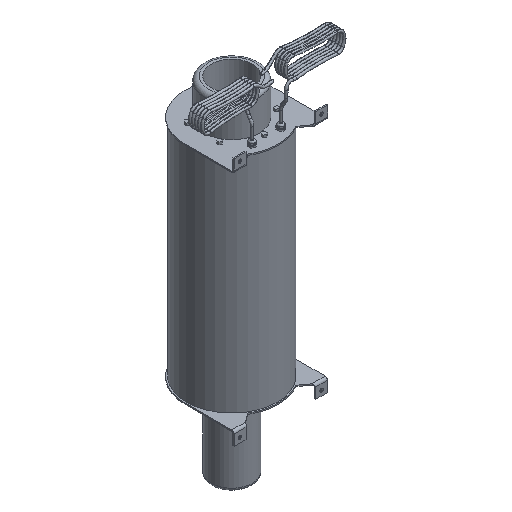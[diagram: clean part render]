
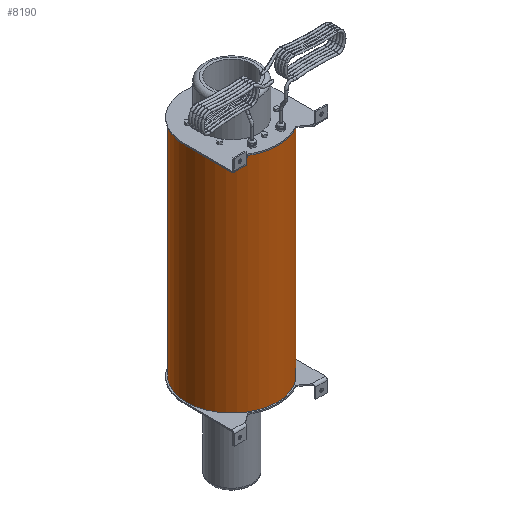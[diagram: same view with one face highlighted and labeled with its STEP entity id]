
A CAD part, isometric view. The second image highlights one B-rep face of the part: STEP entity #8190.
In plain terms, the highlighted cylindrical face has radius 152.5 mm (diameter 305 mm), a full revolution.
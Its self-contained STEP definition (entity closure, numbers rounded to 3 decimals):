
#218=B_SPLINE_CURVE_WITH_KNOTS($,3,(#12736,#12737,#12738,#12739,#12740,
#12741,#12742,#12743,#12744,#12745),.UNSPECIFIED.,.F.,.F.,(4,2,2,2,4),(1.132,
1.416,1.7,1.983,2.266),
 .UNSPECIFIED.);
#219=B_SPLINE_CURVE_WITH_KNOTS($,3,(#12754,#12755,#12756,#12757,#12758,
#12759,#12760,#12761,#12762,#12763),.UNSPECIFIED.,.F.,.F.,(4,2,2,2,4),(2.266,
2.548,2.831,3.115,3.4),
 .UNSPECIFIED.);
#220=B_SPLINE_CURVE_WITH_KNOTS($,3,(#12774,#12775,#12776,#12777,#12778,
#12779,#12780,#12781,#12782,#12783),.UNSPECIFIED.,.F.,.F.,(4,2,2,2,4),(0.,
0.285,0.57,0.86,1.15),
 .UNSPECIFIED.);
#221=B_SPLINE_CURVE_WITH_KNOTS($,3,(#12790,#12791,#12792,#12793,#12794,
#12795,#12796,#12797,#12798,#12799),.UNSPECIFIED.,.F.,.F.,(4,2,2,2,4),(-1.15,
-0.857,-0.565,-0.282,0.),
 .UNSPECIFIED.);
#637=LINE($,#12750,#1298);
#642=LINE($,#12787,#1303);
#1298=VECTOR($,#9284,105.);
#1303=VECTOR($,#9303,105.);
#2141=FACE_OUTER_BOUND($,#2781,.T.);
#2416=CYLINDRICAL_SURFACE($,#8722,152.5);
#2472=FACE_BOUND($,#2782,.T.);
#2473=FACE_BOUND($,#2783,.T.);
#2781=EDGE_LOOP($,(#6395));
#2782=EDGE_LOOP($,(#6396));
#2783=EDGE_LOOP($,(#6397,#6398,#6399,#6400,#6401,#6402,#6403,#6404));
#3108=CIRCLE($,#8535,152.5);
#3109=CIRCLE($,#8537,152.5);
#3156=CIRCLE($,#8723,152.5);
#3157=CIRCLE($,#8724,152.5);
#3443=VERTEX_POINT($,#12733);
#3444=VERTEX_POINT($,#12735);
#3445=VERTEX_POINT($,#12748);
#3446=VERTEX_POINT($,#12752);
#3447=VERTEX_POINT($,#12765);
#3448=VERTEX_POINT($,#12769);
#3449=VERTEX_POINT($,#12773);
#3450=VERTEX_POINT($,#12786);
#3673=VERTEX_POINT($,#14504);
#3674=VERTEX_POINT($,#14506);
#4314=EDGE_CURVE($,#3444,#3443,#218,.T.);
#4317=EDGE_CURVE($,#3443,#3445,#637,.T.);
#4319=EDGE_CURVE($,#3445,#3446,#219,.T.);
#4321=EDGE_CURVE($,#3446,#3447,#3108,.T.);
#4322=EDGE_CURVE($,#3448,#3444,#3109,.T.);
#4324=EDGE_CURVE($,#3449,#3448,#220,.T.);
#4326=EDGE_CURVE($,#3450,#3449,#642,.T.);
#4328=EDGE_CURVE($,#3447,#3450,#221,.T.);
#4662=EDGE_CURVE($,#3673,#3673,#3156,.T.);
#4663=EDGE_CURVE($,#3674,#3674,#3157,.T.);
#6395=ORIENTED_EDGE($,*,*,#4662,.F.);
#6396=ORIENTED_EDGE($,*,*,#4663,.F.);
#6397=ORIENTED_EDGE($,*,*,#4314,.T.);
#6398=ORIENTED_EDGE($,*,*,#4317,.T.);
#6399=ORIENTED_EDGE($,*,*,#4319,.T.);
#6400=ORIENTED_EDGE($,*,*,#4321,.T.);
#6401=ORIENTED_EDGE($,*,*,#4328,.T.);
#6402=ORIENTED_EDGE($,*,*,#4326,.T.);
#6403=ORIENTED_EDGE($,*,*,#4324,.T.);
#6404=ORIENTED_EDGE($,*,*,#4322,.T.);
#8190=ADVANCED_FACE($,(#2141,#2472,#2473),#2416,.T.);
#8535=AXIS2_PLACEMENT_3D($,#12767,#9291,#9292);
#8537=AXIS2_PLACEMENT_3D($,#12770,#9295,#9296);
#8722=AXIS2_PLACEMENT_3D($,#14503,#9854,#9855);
#8723=AXIS2_PLACEMENT_3D($,#14505,#9856,#9857);
#8724=AXIS2_PLACEMENT_3D($,#14507,#9858,#9859);
#9284=DIRECTION($,(0.,0.,1.));
#9291=DIRECTION('center_axis',(0.,0.,
1.));
#9292=DIRECTION('ref_axis',(1.,0.,0.));
#9295=DIRECTION('center_axis',(0.,0.,
-1.));
#9296=DIRECTION('ref_axis',(1.,0.,0.));
#9303=DIRECTION($,(0.,0.,-1.));
#9854=DIRECTION('center_axis',(0.,0.,-1.));
#9855=DIRECTION('ref_axis',(1.,0.,0.));
#9856=DIRECTION('center_axis',(0.,0.,1.));
#9857=DIRECTION('ref_axis',(1.,0.,0.));
#9858=DIRECTION('center_axis',(0.,0.,-1.));
#9859=DIRECTION('ref_axis',(1.,0.,0.));
#12733=CARTESIAN_POINT('',(22.049,150.898,-423.428));
#12735=CARTESIAN_POINT('',(14.549,151.804,-430.928));
#12736=CARTESIAN_POINT('Ctrl Pts',(14.549,151.804,-430.928));
#12737=CARTESIAN_POINT('Ctrl Pts',(15.491,151.714,-430.928));
#12738=CARTESIAN_POINT('Ctrl Pts',(16.495,151.608,-430.74));
#12739=CARTESIAN_POINT('Ctrl Pts',(18.342,151.396,-429.975));
#12740=CARTESIAN_POINT('Ctrl Pts',(19.185,151.29,-429.398));
#12741=CARTESIAN_POINT('Ctrl Pts',(20.516,151.115,-428.067));
#12742=CARTESIAN_POINT('Ctrl Pts',(21.093,151.035,-427.225));
#12743=CARTESIAN_POINT('Ctrl Pts',(21.86,150.926,-425.378));
#12744=CARTESIAN_POINT('Ctrl Pts',(22.049,150.898,-424.372));
#12745=CARTESIAN_POINT('Ctrl Pts',(22.049,150.898,-423.428));
#12748=CARTESIAN_POINT('',(22.049,150.898,-318.428));
#12750=CARTESIAN_POINT($,(22.049,150.898,0.));
#12752=CARTESIAN_POINT('',(14.549,151.804,-310.928));
#12754=CARTESIAN_POINT('Ctrl Pts',(22.049,150.898,-318.428));
#12755=CARTESIAN_POINT('Ctrl Pts',(22.049,150.898,-317.487));
#12756=CARTESIAN_POINT('Ctrl Pts',(21.86,150.926,-316.483));
#12757=CARTESIAN_POINT('Ctrl Pts',(21.097,151.034,-314.638));
#12758=CARTESIAN_POINT('Ctrl Pts',(20.521,151.114,-313.796));
#12759=CARTESIAN_POINT('Ctrl Pts',(19.192,151.289,-312.464));
#12760=CARTESIAN_POINT('Ctrl Pts',(18.348,151.395,-311.885));
#12761=CARTESIAN_POINT('Ctrl Pts',(16.498,151.608,-311.117));
#12762=CARTESIAN_POINT('Ctrl Pts',(15.492,151.714,-310.928));
#12763=CARTESIAN_POINT('Ctrl Pts',(14.549,151.804,-310.928));
#12765=CARTESIAN_POINT('',(-36.451,148.08,-310.928));
#12767=CARTESIAN_POINT('Origin',(0.,0.,-310.928));
#12769=CARTESIAN_POINT('',(-36.451,148.08,-430.928));
#12770=CARTESIAN_POINT('Origin',(0.,0.,-430.928));
#12773=CARTESIAN_POINT('',(-43.951,146.029,-423.428));
#12774=CARTESIAN_POINT('Ctrl Pts',(-43.951,146.029,-423.428));
#12775=CARTESIAN_POINT('Ctrl Pts',(-43.951,146.029,-424.378));
#12776=CARTESIAN_POINT('Ctrl Pts',(-43.76,146.087,-425.388));
#12777=CARTESIAN_POINT('Ctrl Pts',(-42.991,146.315,-427.235));
#12778=CARTESIAN_POINT('Ctrl Pts',(-42.413,146.485,-428.073));
#12779=CARTESIAN_POINT('Ctrl Pts',(-41.084,146.863,-429.402));
#12780=CARTESIAN_POINT('Ctrl Pts',(-40.239,147.099,-429.979));
#12781=CARTESIAN_POINT('Ctrl Pts',(-38.392,147.591,-430.742));
#12782=CARTESIAN_POINT('Ctrl Pts',(-37.391,147.848,-430.928));
#12783=CARTESIAN_POINT('Ctrl Pts',(-36.451,148.08,-430.928));
#12786=CARTESIAN_POINT('',(-43.951,146.029,-318.428));
#12787=CARTESIAN_POINT($,(-43.951,146.029,0.));
#12790=CARTESIAN_POINT('Ctrl Pts',(-36.451,148.08,-310.928));
#12791=CARTESIAN_POINT('Ctrl Pts',(-37.399,147.846,-310.928));
#12792=CARTESIAN_POINT('Ctrl Pts',(-38.41,147.587,-311.119));
#12793=CARTESIAN_POINT('Ctrl Pts',(-40.27,147.09,-311.895));
#12794=CARTESIAN_POINT('Ctrl Pts',(-41.12,146.853,-312.481));
#12795=CARTESIAN_POINT('Ctrl Pts',(-42.44,146.477,-313.819));
#12796=CARTESIAN_POINT('Ctrl Pts',(-43.007,146.311,-314.653));
#12797=CARTESIAN_POINT('Ctrl Pts',(-43.763,146.086,-316.487));
#12798=CARTESIAN_POINT('Ctrl Pts',(-43.951,146.029,-317.487));
#12799=CARTESIAN_POINT('Ctrl Pts',(-43.951,146.029,-318.428));
#14503=CARTESIAN_POINT('Origin',(0.,0.,0.));
#14504=CARTESIAN_POINT('',(-152.5,0.,0.));
#14505=CARTESIAN_POINT('Origin',(0.,0.,0.));
#14506=CARTESIAN_POINT('',(-152.5,0.,-750.));
#14507=CARTESIAN_POINT('Origin',(0.,0.,-750.));
